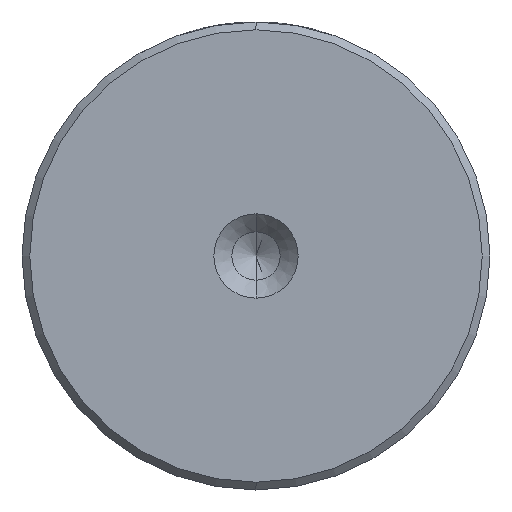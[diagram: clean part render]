
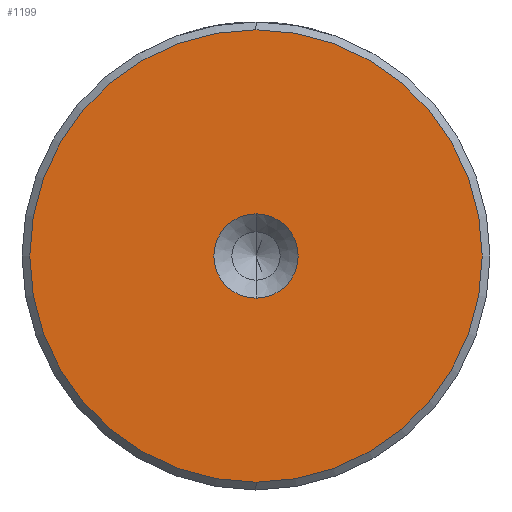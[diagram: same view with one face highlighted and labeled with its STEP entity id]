
A CAD part, left-side view. The second image highlights one B-rep face of the part: STEP entity #1199.
In plain terms, the highlighted planar face has unit normal (-1, 0, 0).
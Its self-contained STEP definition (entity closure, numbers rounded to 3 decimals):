
#255 = EDGE_CURVE ( 'NONE', #2419, #1246, #1459, .T. ) ;
#444 = CARTESIAN_POINT ( 'NONE',  ( 0., 0., 0. ) ) ;
#460 = CARTESIAN_POINT ( 'NONE',  ( 0., 0., 0. ) ) ;
#462 = CARTESIAN_POINT ( 'NONE',  ( 0., 0., 0. ) ) ;
#485 = EDGE_LOOP ( 'NONE', ( #2582, #1428 ) ) ;
#507 = FACE_OUTER_BOUND ( 'NONE', #485, .T. ) ;
#553 = AXIS2_PLACEMENT_3D ( 'NONE', #837, #2370, #1043 ) ;
#619 = CIRCLE ( 'NONE', #745, 2.7 ) ;
#667 = DIRECTION ( 'NONE',  ( 0., 0., 1. ) ) ;
#668 = DIRECTION ( 'NONE',  ( 0., 0., 1. ) ) ;
#739 = ORIENTED_EDGE ( 'NONE', *, *, #1302, .F. ) ;
#745 = AXIS2_PLACEMENT_3D ( 'NONE', #460, #1955, #667 ) ;
#800 = CIRCLE ( 'NONE', #1107, 2.7 ) ;
#837 = CARTESIAN_POINT ( 'NONE',  ( 0., 0., 0. ) ) ;
#990 = DIRECTION ( 'NONE',  ( -1., 0., 0. ) ) ;
#1043 = DIRECTION ( 'NONE',  ( 0., 0., 1. ) ) ;
#1049 = ORIENTED_EDGE ( 'NONE', *, *, #2432, .F. ) ;
#1107 = AXIS2_PLACEMENT_3D ( 'NONE', #462, #1958, #668 ) ;
#1197 = VERTEX_POINT ( 'NONE', #1934 ) ;
#1199 = ADVANCED_FACE ( 'NONE', ( #507, #1708 ), #2381, .T. ) ;
#1246 = VERTEX_POINT ( 'NONE', #1911 ) ;
#1250 = EDGE_CURVE ( 'NONE', #1246, #2419, #2675, .T. ) ;
#1285 = VERTEX_POINT ( 'NONE', #2817 ) ;
#1302 = EDGE_CURVE ( 'NONE', #1285, #1197, #800, .T. ) ;
#1348 = CARTESIAN_POINT ( 'NONE',  ( 0., 0., 0. ) ) ;
#1356 = DIRECTION ( 'NONE',  ( 0., 0., 1. ) ) ;
#1428 = ORIENTED_EDGE ( 'NONE', *, *, #1250, .T. ) ;
#1459 = CIRCLE ( 'NONE', #2718, 14.5 ) ;
#1513 = EDGE_LOOP ( 'NONE', ( #1049, #739 ) ) ;
#1708 = FACE_BOUND ( 'NONE', #1513, .T. ) ;
#1851 = DIRECTION ( 'NONE',  ( -1., 0., 0. ) ) ;
#1911 = CARTESIAN_POINT ( 'NONE',  ( 0., 0., 14.5 ) ) ;
#1934 = CARTESIAN_POINT ( 'NONE',  ( 0., 0., 2.7 ) ) ;
#1950 = CARTESIAN_POINT ( 'NONE',  ( 0., 0., -14.5 ) ) ;
#1955 = DIRECTION ( 'NONE',  ( -1., 0., 0. ) ) ;
#1958 = DIRECTION ( 'NONE',  ( -1., 0., 0. ) ) ;
#2370 = DIRECTION ( 'NONE',  ( -1., 0., 0. ) ) ;
#2381 = PLANE ( 'NONE',  #2494 ) ;
#2419 = VERTEX_POINT ( 'NONE', #1950 ) ;
#2432 = EDGE_CURVE ( 'NONE', #1197, #1285, #619, .T. ) ;
#2494 = AXIS2_PLACEMENT_3D ( 'NONE', #444, #990, #2519 ) ;
#2519 = DIRECTION ( 'NONE',  ( 0., 0., 1. ) ) ;
#2582 = ORIENTED_EDGE ( 'NONE', *, *, #255, .T. ) ;
#2675 = CIRCLE ( 'NONE', #553, 14.5 ) ;
#2718 = AXIS2_PLACEMENT_3D ( 'NONE', #1348, #1851, #1356 ) ;
#2817 = CARTESIAN_POINT ( 'NONE',  ( 0., 0., -2.7 ) ) ;
